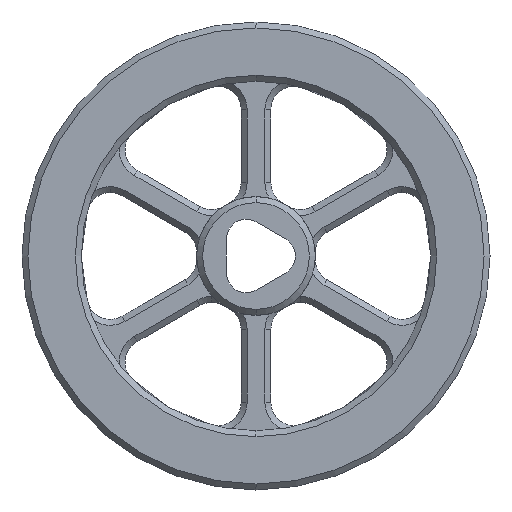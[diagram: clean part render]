
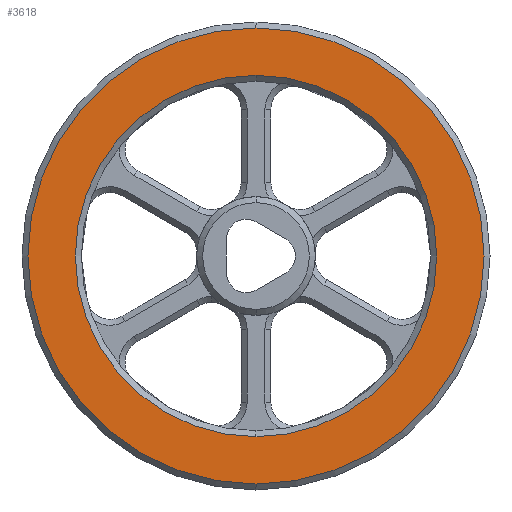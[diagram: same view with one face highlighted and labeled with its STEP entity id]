
A CAD part, left-side view. The second image highlights one B-rep face of the part: STEP entity #3618.
In plain terms, the highlighted planar face has unit normal (-1, 0, 0).
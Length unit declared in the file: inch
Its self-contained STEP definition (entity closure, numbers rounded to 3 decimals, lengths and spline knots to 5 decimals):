
#220 = FACE_OUTER_BOUND ( 'NONE', #3653, .T. ) ;
#438 = AXIS2_PLACEMENT_3D ( 'NONE', #3121, #3112, #1336 ) ;
#461 = PLANE ( 'NONE',  #1955 ) ;
#469 = DIRECTION ( 'NONE',  ( 1., 0., 0. ) ) ;
#476 = ORIENTED_EDGE ( 'NONE', *, *, #2814, .T. ) ;
#526 = EDGE_CURVE ( 'NONE', #1970, #1620, #2692, .T. ) ;
#585 = CARTESIAN_POINT ( 'NONE',  ( -0.75, 0., 0. ) ) ;
#735 = VERTEX_POINT ( 'NONE', #3748 ) ;
#755 = CARTESIAN_POINT ( 'NONE',  ( -0.75, 0., 0. ) ) ;
#758 = CARTESIAN_POINT ( 'NONE',  ( -0.75, 1.475, 0. ) ) ;
#814 = EDGE_LOOP ( 'NONE', ( #1572, #1562 ) ) ;
#861 = DIRECTION ( 'NONE',  ( 1., 0., 0. ) ) ;
#907 = VERTEX_POINT ( 'NONE', #1799 ) ;
#980 = DIRECTION ( 'NONE',  ( 1., 0., 0. ) ) ;
#1004 = AXIS2_PLACEMENT_3D ( 'NONE', #585, #861, #3715 ) ;
#1061 = DIRECTION ( 'NONE',  ( 0., 0., -1. ) ) ;
#1093 = AXIS2_PLACEMENT_3D ( 'NONE', #2521, #469, #3405 ) ;
#1108 = EDGE_CURVE ( 'NONE', #735, #907, #2591, .T. ) ;
#1293 = DIRECTION ( 'NONE',  ( 0., 0., -1. ) ) ;
#1336 = DIRECTION ( 'NONE',  ( 0., 0., -1. ) ) ;
#1521 = AXIS2_PLACEMENT_3D ( 'NONE', #755, #2803, #1061 ) ;
#1562 = ORIENTED_EDGE ( 'NONE', *, *, #1855, .T. ) ;
#1572 = ORIENTED_EDGE ( 'NONE', *, *, #526, .T. ) ;
#1587 = ORIENTED_EDGE ( 'NONE', *, *, #1108, .T. ) ;
#1620 = VERTEX_POINT ( 'NONE', #3407 ) ;
#1799 = CARTESIAN_POINT ( 'NONE',  ( -0.75, 0., -1.925 ) ) ;
#1855 = EDGE_CURVE ( 'NONE', #1620, #1970, #3513, .T. ) ;
#1955 = AXIS2_PLACEMENT_3D ( 'NONE', #758, #980, #1293 ) ;
#1970 = VERTEX_POINT ( 'NONE', #3021 ) ;
#2225 = CIRCLE ( 'NONE', #438, 1.925 ) ;
#2521 = CARTESIAN_POINT ( 'NONE',  ( -0.75, 0., 0. ) ) ;
#2591 = CIRCLE ( 'NONE', #1521, 1.925 ) ;
#2692 = CIRCLE ( 'NONE', #1093, 1.525 ) ;
#2803 = DIRECTION ( 'NONE',  ( -1., 0., 0. ) ) ;
#2814 = EDGE_CURVE ( 'NONE', #907, #735, #2225, .T. ) ;
#3021 = CARTESIAN_POINT ( 'NONE',  ( -0.75, 0., 1.525 ) ) ;
#3112 = DIRECTION ( 'NONE',  ( -1., 0., 0. ) ) ;
#3121 = CARTESIAN_POINT ( 'NONE',  ( -0.75, 0., 0. ) ) ;
#3249 = FACE_BOUND ( 'NONE', #814, .T. ) ;
#3405 = DIRECTION ( 'NONE',  ( 0., 0., -1. ) ) ;
#3407 = CARTESIAN_POINT ( 'NONE',  ( -0.75, 0., -1.525 ) ) ;
#3513 = CIRCLE ( 'NONE', #1004, 1.525 ) ;
#3618 = ADVANCED_FACE ( 'NONE', ( #220, #3249 ), #461, .F. ) ;
#3653 = EDGE_LOOP ( 'NONE', ( #476, #1587 ) ) ;
#3715 = DIRECTION ( 'NONE',  ( 0., 0., -1. ) ) ;
#3748 = CARTESIAN_POINT ( 'NONE',  ( -0.75, 0., 1.925 ) ) ;
